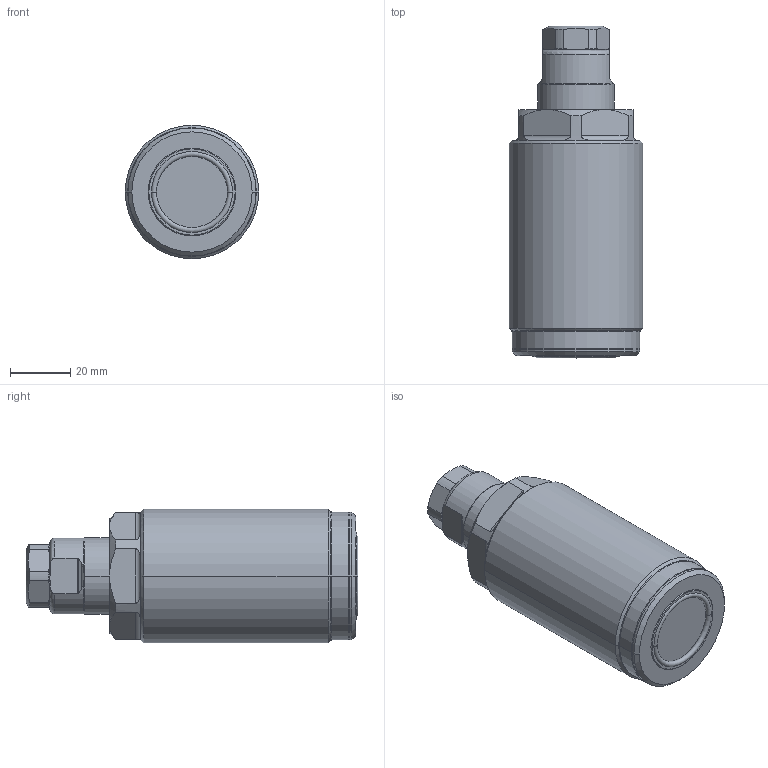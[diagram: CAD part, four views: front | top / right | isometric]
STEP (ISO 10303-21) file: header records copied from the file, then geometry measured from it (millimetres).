
FILE_DESCRIPTION((''),'2;1');
FILE_NAME('ILC10071010','2020-06-22T',('Asawyer'),(''),'PRO/ENGINEER BY PARAMETRIC TECHNOLOGY CORPORATION, 2013320','PRO/ENGINEER BY PARAMETRIC TECHNOLOGY CORPORATION, 2013320','');
FILE_SCHEMA(('CONFIG_CONTROL_DESIGN'));
Length unit declared in the file: inch
Products named in the file (1): ILC10071010
Bounding box: 44.3 x 109.99 x 44.3 mm (x, y, z)
Volume: 133056.9 mm3; surface area: 26671.3 mm2
Topology: 1 solids, 4 shells, 121 faces, 302 edges, 192 vertices
Faces by surface type: cylinder 46, plane 35, cone 24, torus 16
Entity records: 4233 total; most frequent: CARTESIAN_POINT 1315, DIRECTION 610, ORIENTED_EDGE 600, EDGE_CURVE 302, AXIS2_PLACEMENT_3D 258, VERTEX_POINT 192, CIRCLE 136, EDGE_LOOP 130
